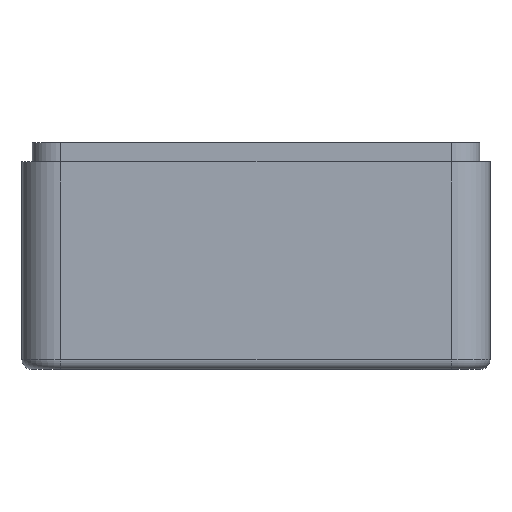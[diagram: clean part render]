
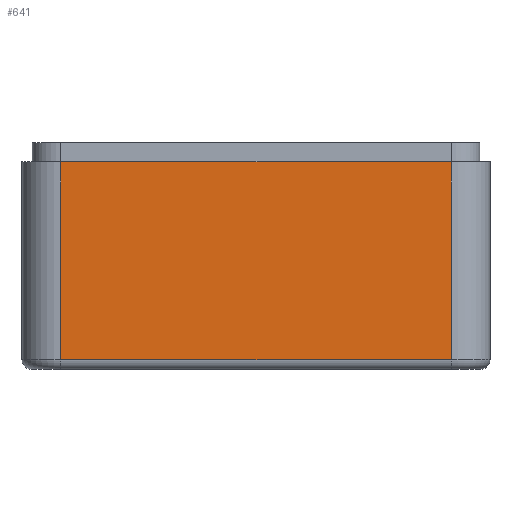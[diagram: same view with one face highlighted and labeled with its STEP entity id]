
A CAD part, left-side view. The second image highlights one B-rep face of the part: STEP entity #641.
In plain terms, the highlighted planar face has unit normal (-1, 0, 0).
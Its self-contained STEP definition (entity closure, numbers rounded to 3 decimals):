
#133 = VERTEX_POINT('',#134);
#134 = CARTESIAN_POINT('',(-76.,-40.5,2.));
#141 = EDGE_CURVE('',#133,#142,#144,.T.);
#142 = VERTEX_POINT('',#143);
#143 = CARTESIAN_POINT('',(-76.,-40.5,43.));
#144 = LINE('',#145,#146);
#145 = CARTESIAN_POINT('',(-76.,-40.5,0.));
#146 = VECTOR('',#147,1.);
#147 = DIRECTION('',(0.,0.,1.));
#197 = EDGE_CURVE('',#142,#198,#200,.T.);
#198 = VERTEX_POINT('',#199);
#199 = CARTESIAN_POINT('',(-76.,40.5,43.));
#200 = LINE('',#201,#202);
#201 = CARTESIAN_POINT('',(-76.,-40.5,43.));
#202 = VECTOR('',#203,1.);
#203 = DIRECTION('',(0.,1.,0.));
#641 = ADVANCED_FACE('',(#642),#660,.T.);
#642 = FACE_BOUND('',#643,.T.);
#643 = EDGE_LOOP('',(#644,#652,#658,#659));
#644 = ORIENTED_EDGE('',*,*,#645,.F.);
#645 = EDGE_CURVE('',#646,#198,#648,.T.);
#646 = VERTEX_POINT('',#647);
#647 = CARTESIAN_POINT('',(-76.,40.5,2.));
#648 = LINE('',#649,#650);
#649 = CARTESIAN_POINT('',(-76.,40.5,0.));
#650 = VECTOR('',#651,1.);
#651 = DIRECTION('',(0.,0.,1.));
#652 = ORIENTED_EDGE('',*,*,#653,.T.);
#653 = EDGE_CURVE('',#646,#133,#654,.T.);
#654 = LINE('',#655,#656);
#655 = CARTESIAN_POINT('',(-76.,40.5,2.));
#656 = VECTOR('',#657,1.);
#657 = DIRECTION('',(-0.,-1.,-0.));
#658 = ORIENTED_EDGE('',*,*,#141,.T.);
#659 = ORIENTED_EDGE('',*,*,#197,.T.);
#660 = PLANE('',#661);
#661 = AXIS2_PLACEMENT_3D('',#662,#663,#664);
#662 = CARTESIAN_POINT('',(-76.,-40.5,0.));
#663 = DIRECTION('',(-1.,0.,0.));
#664 = DIRECTION('',(0.,1.,0.));
